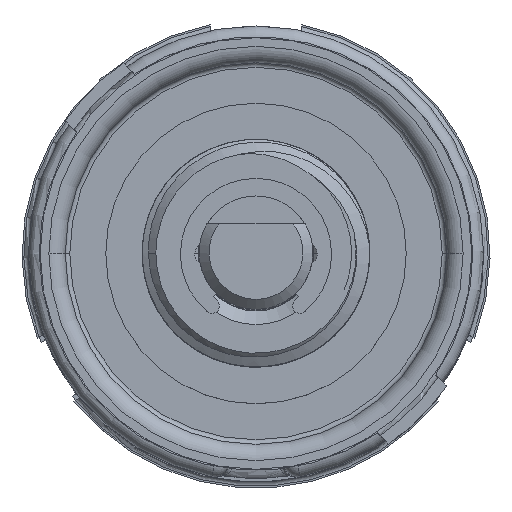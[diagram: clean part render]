
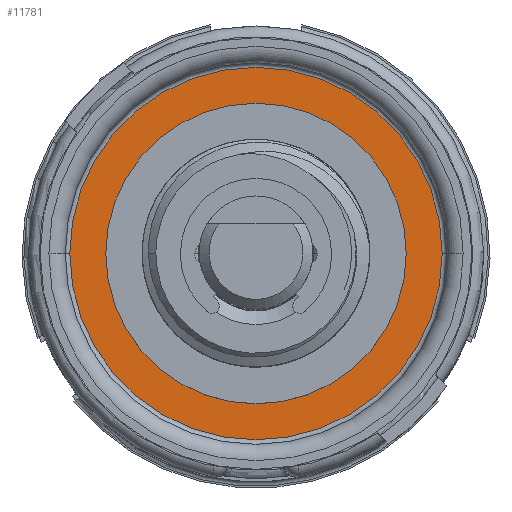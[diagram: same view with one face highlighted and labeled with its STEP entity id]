
A CAD part, top view. The second image highlights one B-rep face of the part: STEP entity #11781.
In plain terms, the highlighted face is planar.
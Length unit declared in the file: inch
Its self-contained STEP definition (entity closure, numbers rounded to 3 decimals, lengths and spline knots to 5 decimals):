
#11128=CARTESIAN_POINT('',(0.,0.013,0.));
#11129=DIRECTION('',(0.,1.,0.));
#11130=DIRECTION('',(1.,0.,0.));
#11131=AXIS2_PLACEMENT_3D('',#11128,#11129,#11130);
#11133=CARTESIAN_POINT('',(0.,0.013,0.));
#11134=DIRECTION('',(0.,-1.,0.));
#11135=DIRECTION('',(1.,0.,0.));
#11136=AXIS2_PLACEMENT_3D('',#11133,#11134,#11135);
#11138=CARTESIAN_POINT('',(0.,0.013,0.));
#11139=DIRECTION('',(0.,1.,0.));
#11140=DIRECTION('',(-0.574,0.,-0.819));
#11141=AXIS2_PLACEMENT_3D('',#11138,#11139,#11140);
#11143=DIRECTION('',(1.,0.,0.));
#11144=VECTOR('',#11143,0.17108);
#11145=CARTESIAN_POINT('',(-0.08554,0.013,0.122));
#11146=LINE('',#11145,#11144);
#11147=CARTESIAN_POINT('',(0.,0.013,0.));
#11148=DIRECTION('',(0.,1.,0.));
#11149=DIRECTION('',(0.574,0.,0.819));
#11150=AXIS2_PLACEMENT_3D('',#11147,#11148,#11149);
#11152=DIRECTION('',(-1.,0.,0.));
#11153=VECTOR('',#11152,0.17108);
#11154=CARTESIAN_POINT('',(0.08554,0.013,-0.122));
#11155=LINE('',#11154,#11153);
#11186=CARTESIAN_POINT('',(0.2045,0.013,0.));
#11187=VERTEX_POINT('',#11186);
#11202=CARTESIAN_POINT('',(-0.2045,0.013,0.));
#11203=VERTEX_POINT('',#11202);
#11254=CARTESIAN_POINT('',(-0.08554,0.013,-0.122));
#11255=CARTESIAN_POINT('',(-0.08554,0.013,0.122));
#11256=VERTEX_POINT('',#11254);
#11257=VERTEX_POINT('',#11255);
#11258=CARTESIAN_POINT('',(0.08554,0.013,0.122));
#11259=VERTEX_POINT('',#11258);
#11260=CARTESIAN_POINT('',(0.08554,0.013,-0.122));
#11261=VERTEX_POINT('',#11260);
#11762=CARTESIAN_POINT('',(0.,0.013,0.));
#11763=DIRECTION('',(0.,-1.,0.));
#11764=DIRECTION('',(-1.,0.,0.));
#11765=AXIS2_PLACEMENT_3D('',#11762,#11763,#11764);
#11766=PLANE('',#11765);
#11767=ORIENTED_EDGE('',*,*,#11755,.F.);
#11768=ORIENTED_EDGE('',*,*,#11744,.T.);
#11769=EDGE_LOOP('',(#11767,#11768));
#11770=FACE_OUTER_BOUND('',#11769,.F.);
#11772=ORIENTED_EDGE('',*,*,#11771,.T.);
#11774=ORIENTED_EDGE('',*,*,#11773,.T.);
#11776=ORIENTED_EDGE('',*,*,#11775,.T.);
#11778=ORIENTED_EDGE('',*,*,#11777,.T.);
#11779=EDGE_LOOP('',(#11772,#11774,#11776,#11778));
#11780=FACE_BOUND('',#11779,.F.);
#11781=ADVANCED_FACE('',(#11770,#11780),#11766,.F.);
#11132=CIRCLE('',#11131,0.2045);
#11137=CIRCLE('',#11136,0.2045);
#11142=CIRCLE('',#11141,0.149);
#11151=CIRCLE('',#11150,0.149);
#11744=EDGE_CURVE('',#11187,#11203,#11137,.T.);
#11755=EDGE_CURVE('',#11187,#11203,#11132,.T.);
#11771=EDGE_CURVE('',#11256,#11257,#11142,.T.);
#11773=EDGE_CURVE('',#11257,#11259,#11146,.T.);
#11775=EDGE_CURVE('',#11259,#11261,#11151,.T.);
#11777=EDGE_CURVE('',#11261,#11256,#11155,.T.);
